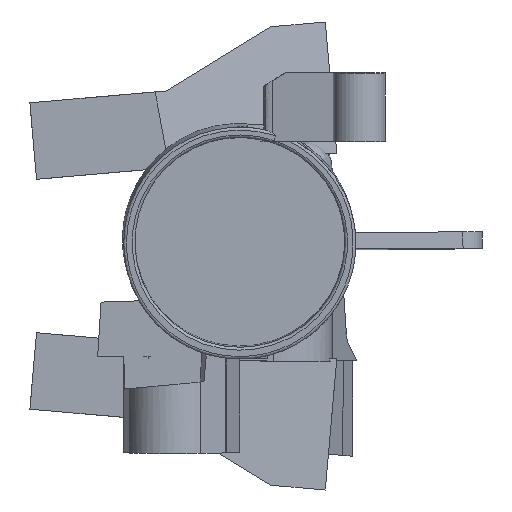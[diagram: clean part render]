
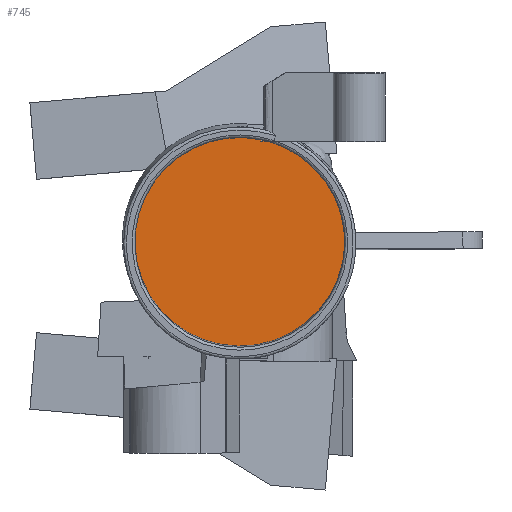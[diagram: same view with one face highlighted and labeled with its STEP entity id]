
A CAD part, front view. The second image highlights one B-rep face of the part: STEP entity #745.
In plain terms, the highlighted planar face has unit normal (0, -1, -0.016).
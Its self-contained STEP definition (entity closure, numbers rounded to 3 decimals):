
#291=CIRCLE('',#5581,19.155);
#745=ADVANCED_FACE('',(#1154),#900,.T.);
#900=PLANE('',#5583);
#1154=FACE_OUTER_BOUND('',#1460,.T.);
#1460=EDGE_LOOP('',(#3020));
#3020=ORIENTED_EDGE('',*,*,#4309,.F.);
#3573=VERTEX_POINT('',#10623);
#4309=EDGE_CURVE('',#3573,#3573,#291,.T.);
#5581=AXIS2_PLACEMENT_3D('',#10622,#6867,#6868);
#5583=AXIS2_PLACEMENT_3D('',#10625,#6871,#6872);
#6867=DIRECTION('',(0.,1.,0.016));
#6868=DIRECTION('',(-0.187,0.015,-0.982));
#6871=DIRECTION('',(0.,-1.,-0.016));
#6872=DIRECTION('',(0.,0.016,-1.));
#10622=CARTESIAN_POINT('',(0.099,-27.438,42.706));
#10623=CARTESIAN_POINT('',(-3.478,-27.142,23.891));
#10625=CARTESIAN_POINT('',(0.099,-27.438,42.706));
